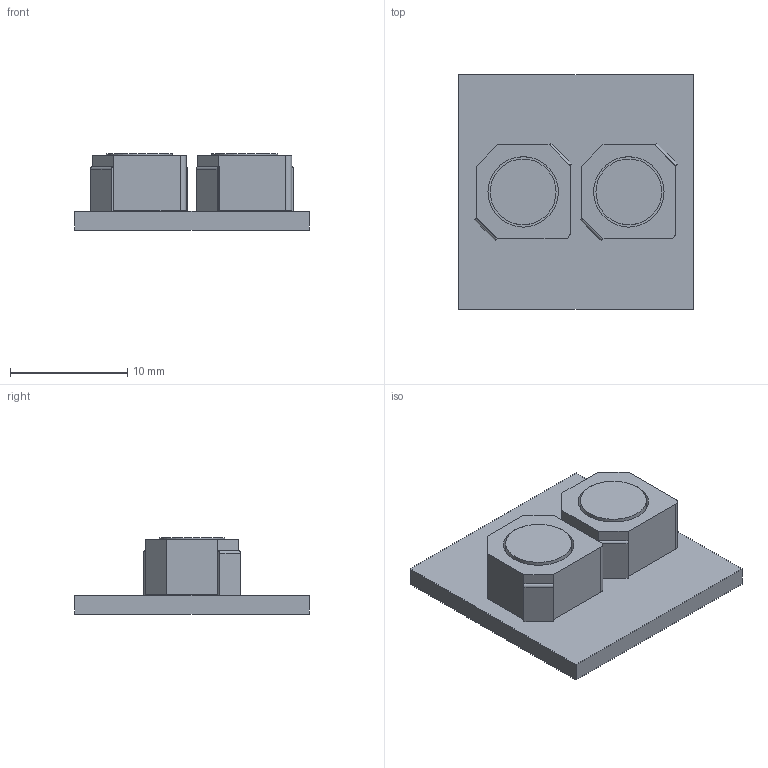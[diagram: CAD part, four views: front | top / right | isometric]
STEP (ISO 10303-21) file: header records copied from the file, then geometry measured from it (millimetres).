
FILE_DESCRIPTION(('KiCad electronic assembly'),'2;1');
FILE_NAME('kicon_kicad.step','2019-03-16T00:33:41',('An Author'),( 'A Company'),'Open CASCADE STEP processor 6.9', 'KiCad to STEP converter','Unknown');
FILE_SCHEMA(('AUTOMOTIVE_DESIGN { 1 0 10303 214 1 1 1 1 }'));
Length unit declared in the file: millimetre
Products named in the file (4): Open CASCADE STEP translator 6.9 1; Cut_sp; COMPOUND; SOLID
Assembly tree (4 placements, depth 3):
  Open CASCADE STEP translator 6.9 1
    Cut_sp  x2
      COMPOUND
    SOLID
Bounding box: 20 x 20 x 6.5 mm (x, y, z)
Volume: 1187.5 mm3; surface area: 1914.6 mm2
Topology: 9 solids, 9 shells, 80 faces, 180 edges, 120 vertices
Faces by surface type: plane 66, cylinder 14
Full cylindrical faces by diameter (mm): 5.6 x2, 6 x2
Entity records: 2790 total; most frequent: CARTESIAN_POINT 424, DIRECTION 394, LINE 260, VECTOR 260, ORIENTED_EDGE 192, PCURVE 192, DEFINITIONAL_REPRESENTATION 192, EDGE_CURVE 96
